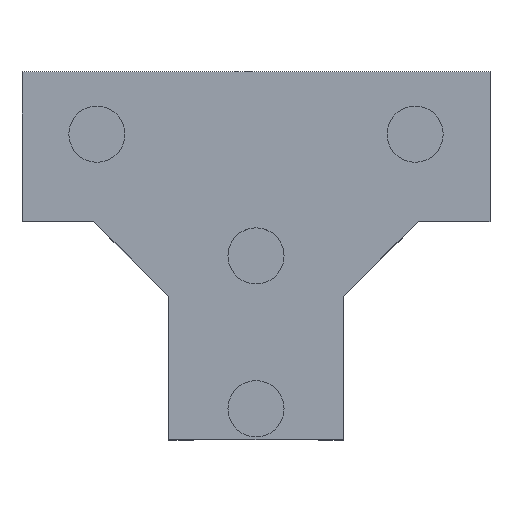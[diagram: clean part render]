
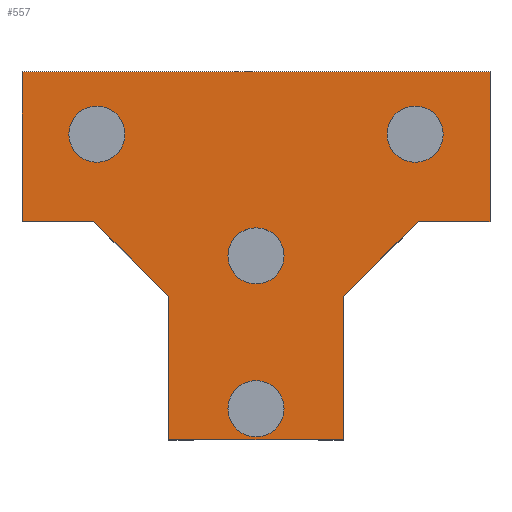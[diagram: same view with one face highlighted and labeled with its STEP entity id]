
A CAD part, top view. The second image highlights one B-rep face of the part: STEP entity #557.
In plain terms, the highlighted planar face has unit normal (0, 0, 1).
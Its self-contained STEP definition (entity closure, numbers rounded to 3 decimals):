
#19=FACE_BOUND('',#118,.T.);
#20=FACE_BOUND('',#119,.T.);
#21=FACE_BOUND('',#120,.T.);
#22=FACE_BOUND('',#121,.T.);
#23=CIRCLE('',#578,4.5);
#25=CIRCLE('',#582,4.5);
#27=CIRCLE('',#586,4.5);
#29=CIRCLE('',#590,4.5);
#79=FACE_OUTER_BOUND('',#117,.T.);
#117=EDGE_LOOP('',(#481,#482,#483,#484,#485,#486,#487,#488,#489,#490));
#118=EDGE_LOOP('',(#491));
#119=EDGE_LOOP('',(#492));
#120=EDGE_LOOP('',(#493));
#121=EDGE_LOOP('',(#494));
#123=LINE('',#785,#179);
#127=LINE('',#793,#183);
#132=LINE('',#804,#188);
#136=LINE('',#811,#192);
#155=LINE('',#893,#211);
#160=LINE('',#901,#216);
#174=LINE('',#926,#230);
#175=LINE('',#928,#231);
#176=LINE('',#931,#232);
#178=LINE('',#934,#234);
#179=VECTOR('',#627,10.);
#183=VECTOR('',#633,10.);
#188=VECTOR('',#640,10.);
#192=VECTOR('',#646,10.);
#211=VECTOR('',#735,10.);
#216=VECTOR('',#742,10.);
#230=VECTOR('',#768,10.);
#231=VECTOR('',#771,10.);
#232=VECTOR('',#774,10.);
#234=VECTOR('',#778,10.);
#235=VERTEX_POINT('',#783);
#236=VERTEX_POINT('',#784);
#239=VERTEX_POINT('',#792);
#243=VERTEX_POINT('',#801);
#244=VERTEX_POINT('',#803);
#246=VERTEX_POINT('',#809);
#247=VERTEX_POINT('',#813);
#249=VERTEX_POINT('',#820);
#251=VERTEX_POINT('',#827);
#253=VERTEX_POINT('',#834);
#273=VERTEX_POINT('',#890);
#274=VERTEX_POINT('',#892);
#276=VERTEX_POINT('',#899);
#282=VERTEX_POINT('',#930);
#283=EDGE_CURVE('',#235,#236,#123,.T.);
#287=EDGE_CURVE('',#236,#239,#127,.T.);
#292=EDGE_CURVE('',#243,#244,#132,.T.);
#296=EDGE_CURVE('',#243,#246,#136,.T.);
#297=EDGE_CURVE('',#247,#247,#23,.T.);
#300=EDGE_CURVE('',#249,#249,#25,.T.);
#303=EDGE_CURVE('',#251,#251,#27,.T.);
#306=EDGE_CURVE('',#253,#253,#29,.T.);
#331=EDGE_CURVE('',#273,#274,#155,.T.);
#336=EDGE_CURVE('',#276,#273,#160,.T.);
#350=EDGE_CURVE('',#239,#246,#174,.T.);
#351=EDGE_CURVE('',#244,#276,#175,.T.);
#352=EDGE_CURVE('',#282,#274,#176,.T.);
#354=EDGE_CURVE('',#282,#235,#178,.T.);
#481=ORIENTED_EDGE('',*,*,#354,.F.);
#482=ORIENTED_EDGE('',*,*,#352,.T.);
#483=ORIENTED_EDGE('',*,*,#331,.F.);
#484=ORIENTED_EDGE('',*,*,#336,.F.);
#485=ORIENTED_EDGE('',*,*,#351,.F.);
#486=ORIENTED_EDGE('',*,*,#292,.F.);
#487=ORIENTED_EDGE('',*,*,#296,.T.);
#488=ORIENTED_EDGE('',*,*,#350,.F.);
#489=ORIENTED_EDGE('',*,*,#287,.F.);
#490=ORIENTED_EDGE('',*,*,#283,.F.);
#491=ORIENTED_EDGE('',*,*,#297,.T.);
#492=ORIENTED_EDGE('',*,*,#300,.T.);
#493=ORIENTED_EDGE('',*,*,#303,.T.);
#494=ORIENTED_EDGE('',*,*,#306,.T.);
#523=PLANE('',#621);
#557=ADVANCED_FACE('',(#79,#19,#20,#21,#22),#523,.T.);
#578=AXIS2_PLACEMENT_3D('',#814,#649,#650);
#582=AXIS2_PLACEMENT_3D('',#821,#658,#659);
#586=AXIS2_PLACEMENT_3D('',#828,#667,#668);
#590=AXIS2_PLACEMENT_3D('',#835,#676,#677);
#621=AXIS2_PLACEMENT_3D('',#933,#776,#777);
#627=DIRECTION('',(-0.707,-0.707,0.));
#633=DIRECTION('',(0.,-1.,0.));
#640=DIRECTION('',(-0.707,0.707,0.));
#646=DIRECTION('',(0.,-1.,0.));
#649=DIRECTION('center_axis',(0.,0.,-1.));
#650=DIRECTION('ref_axis',(-1.,0.,0.));
#658=DIRECTION('center_axis',(0.,0.,-1.));
#659=DIRECTION('ref_axis',(-1.,0.,0.));
#667=DIRECTION('center_axis',(0.,0.,-1.));
#668=DIRECTION('ref_axis',(-1.,0.,0.));
#676=DIRECTION('center_axis',(0.,0.,-1.));
#677=DIRECTION('ref_axis',(-1.,0.,0.));
#735=DIRECTION('',(1.,0.,0.));
#742=DIRECTION('',(0.,1.,0.));
#768=DIRECTION('',(-1.,0.,0.));
#771=DIRECTION('',(-1.,0.,0.));
#774=DIRECTION('',(0.,1.,0.));
#776=DIRECTION('center_axis',(0.,0.,1.));
#777=DIRECTION('ref_axis',(1.,0.,0.));
#778=DIRECTION('',(-1.,0.,0.));
#783=CARTESIAN_POINT('',(13.5,0.,10.));
#784=CARTESIAN_POINT('',(1.5,-12.,10.));
#785=CARTESIAN_POINT('',(-5.375,-18.875,10.));
#792=CARTESIAN_POINT('',(1.5,-35.,10.));
#793=CARTESIAN_POINT('',(1.5,0.,10.));
#801=CARTESIAN_POINT('',(-26.5,-12.,10.));
#803=CARTESIAN_POINT('',(-38.5,0.,10.));
#804=CARTESIAN_POINT('',(-38.375,-0.125,10.));
#809=CARTESIAN_POINT('',(-26.5,-35.,10.));
#811=CARTESIAN_POINT('',(-26.5,0.,10.));
#813=CARTESIAN_POINT('',(-8.,-30.,10.));
#814=CARTESIAN_POINT('Origin',(-12.5,-30.,10.));
#820=CARTESIAN_POINT('',(-33.5,14.,10.));
#821=CARTESIAN_POINT('Origin',(-38.,14.,10.));
#827=CARTESIAN_POINT('',(-8.,-5.5,10.));
#828=CARTESIAN_POINT('Origin',(-12.5,-5.5,10.));
#834=CARTESIAN_POINT('',(17.5,14.,10.));
#835=CARTESIAN_POINT('Origin',(13.,14.,10.));
#890=CARTESIAN_POINT('',(-50.,24.,10.));
#892=CARTESIAN_POINT('',(25.,24.,10.));
#893=CARTESIAN_POINT('',(25.,24.,10.));
#899=CARTESIAN_POINT('',(-50.,0.,10.));
#901=CARTESIAN_POINT('',(-50.,0.,10.));
#926=CARTESIAN_POINT('',(1.5,-35.,10.));
#928=CARTESIAN_POINT('',(25.,0.,10.));
#930=CARTESIAN_POINT('',(25.,0.,10.));
#931=CARTESIAN_POINT('',(25.,0.,10.));
#933=CARTESIAN_POINT('Origin',(-50.,0.,10.));
#934=CARTESIAN_POINT('',(25.,0.,10.));
